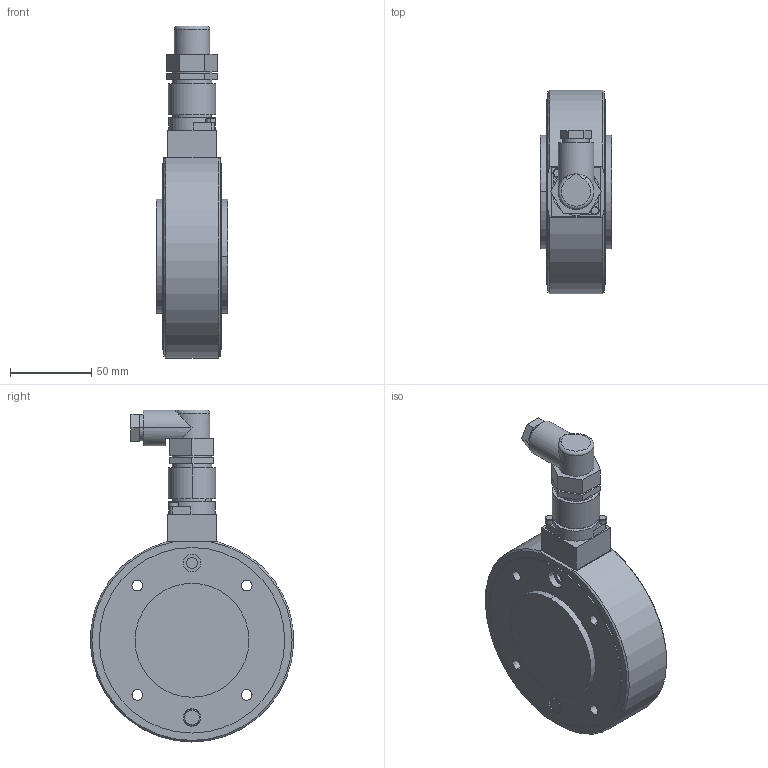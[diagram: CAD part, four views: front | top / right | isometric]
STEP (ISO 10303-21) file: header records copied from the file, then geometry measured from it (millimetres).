
FILE_DESCRIPTION((''),'2;1');
FILE_NAME('31101988_-.stp','2019-12-25T16:01:41',(''),(''),'Mechanical Desktop 2009','Mechanical Desktop 2009',', , ');
FILE_SCHEMA(('CONFIG_CONTROL_DESIGN'));
Length unit declared in the file: millimetre
Products named in the file (42): ZEICHNUNG3; L48996; L4899503; TEIL1AAAA; L49009; TEIL1AAA; L47956; TEIL1AA; L4340303; TEIL1AAAAA; B49027; TEIL1AAAAAA; V_RING_V20A; V_RING_V20AA; I-6KT_SCHRAUBE_M3X25; I-6KT_SCHRAUBE_M3X25A; I-6KT_SCHRAUBE_M6X30KURZA; I-6KT_SCHRAUBE_M6X30KURZ; SICHERUNGSRING_J35A; SICHERUNGSRING_J35; PENDELKUGELLAGER_2202TV; PENDELKUGELLAGER_2202TVA; RM_SDB; KABELDOSE_WINKEL_KUNSTST_7P_KPL; TEIL1; KABELDOSE_WINKEL_KUNSTST_7P; TEIL2A; FLANSCHSTECKER_KUNSTST_7P; Kabeldose_Winkel_Kunstst_7P_kpl|AVE_RENDER; Kabeldose_Winkel_Kunstst_7P_kpl|AVE_GLOBAL; Kabeldose_Winkel_Kunstst_7P_kpl|RM_SDB; RM_SDBA; KABELDOSE_KUNSTST_7P_KPL; TEIL1A; TEIL2; TEIL3; FLANSCHSTECKER_KUNSTST_7PA; FLANSCHSTECKER_KUNSTST_7PAA; TEIL4; Kabeldose_Kunstst_7p_kpl|AVE_RENDER ...
Assembly tree (44 placements, depth 5):
  ZEICHNUNG3
    L48996
      L4899503
        TEIL1AAAA
      L49009
        TEIL1AAA
      L47956
        TEIL1AA
      L4340303  x2
        TEIL1AAAAA
      B49027
        TEIL1AAAAAA
      V_RING_V20A
        V_RING_V20AA
      I-6KT_SCHRAUBE_M3X25  x2
        I-6KT_SCHRAUBE_M3X25A
      I-6KT_SCHRAUBE_M6X30KURZA
        I-6KT_SCHRAUBE_M6X30KURZ
      SICHERUNGSRING_J35A
        SICHERUNGSRING_J35
      PENDELKUGELLAGER_2202TV
        PENDELKUGELLAGER_2202TVA
      RM_SDB
      KABELDOSE_WINKEL_KUNSTST_7P_KPL
        TEIL1
          KABELDOSE_WINKEL_KUNSTST_7P
        TEIL2A
          FLANSCHSTECKER_KUNSTST_7P
        Kabeldose_Winkel_Kunstst_7P_kpl|AVE_RENDER  x8
        Kabeldose_Winkel_Kunstst_7P_kpl|AVE_GLOBAL
        Kabeldose_Winkel_Kunstst_7P_kpl|RM_SDB  x3
    RM_SDBA  x3
  KABELDOSE_KUNSTST_7P_KPL
  TEIL1A
  TEIL2
  TEIL3
Bounding box: 44.1 x 124.89 x 204 mm (x, y, z)
Volume: 475452.9 mm3; surface area: 141428.2 mm2
Topology: 14 solids, 14 shells, 367 faces, 904 edges, 598 vertices
Faces by surface type: cylinder 218, plane 116, torus 15, cone 14, bspline 4
Entity records: 11381 total; most frequent: CARTESIAN_POINT 2151, DIRECTION 1989, ORIENTED_EDGE 1578, AXIS2_PLACEMENT_3D 835, EDGE_CURVE 789, VERTEX_POINT 523, CIRCLE 442, EDGE_LOOP 434
